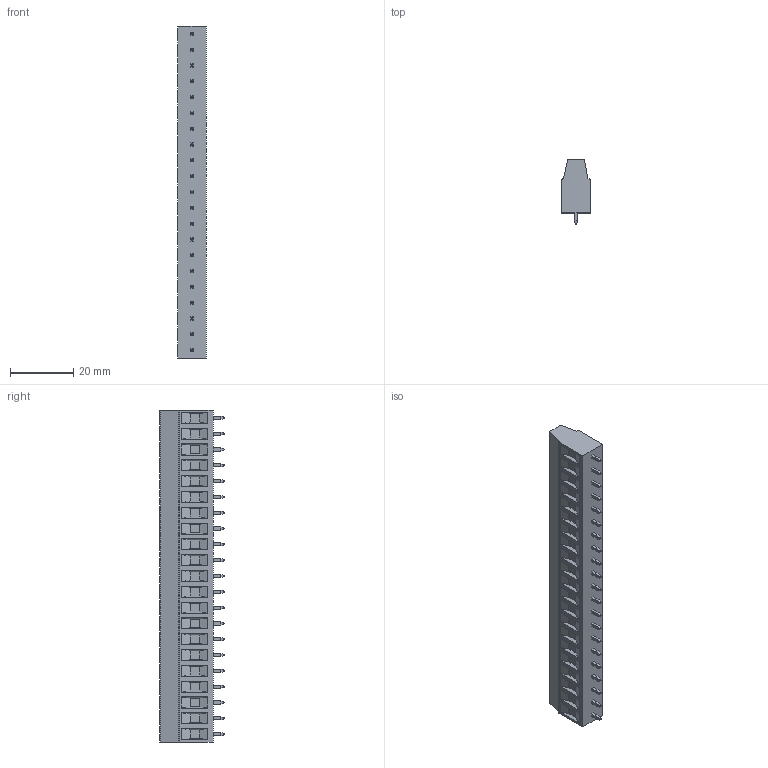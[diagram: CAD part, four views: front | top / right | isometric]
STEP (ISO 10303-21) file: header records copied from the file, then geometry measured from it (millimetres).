
FILE_DESCRIPTION((''),'2;1');
FILE_NAME('PRT0050','2024-11-02T',('yanfa'),(''),'PRO/ENGINEER BY PARAMETRIC TECHNOLOGY CORPORATION, 2009280','PRO/ENGINEER BY PARAMETRIC TECHNOLOGY CORPORATION, 2009280','');
FILE_SCHEMA(('AUTOMOTIVE_DESIGN_CC2 { 1 2 10303 214 -1 1 5 2 }'));
Length unit declared in the file: millimetre
Products named in the file (1): PRT0050
Bounding box: 8.9 x 20.3 x 105 mm (x, y, z)
Volume: 13318.5 mm3; surface area: 7099.8 mm2
Topology: 1 solids, 1 shells, 812 faces, 1842 edges, 1116 vertices
Faces by surface type: plane 493, cylinder 193, cone 84, torus 42
Entity records: 22740 total; most frequent: CARTESIAN_POINT 4463, DIRECTION 3810, ORIENTED_EDGE 3684, EDGE_CURVE 1842, AXIS2_PLACEMENT_3D 1282, VECTOR 1246, LINE 1246, VERTEX_POINT 1116
